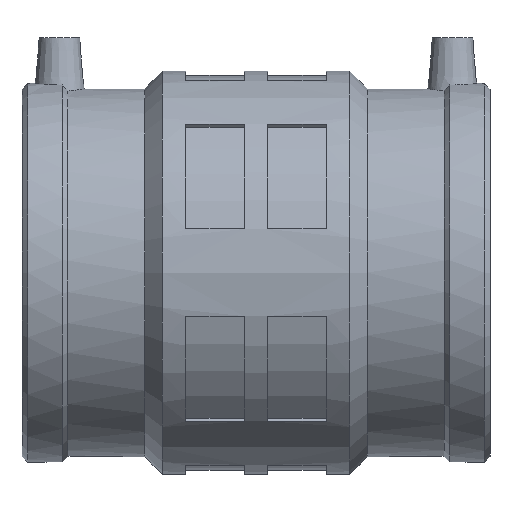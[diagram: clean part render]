
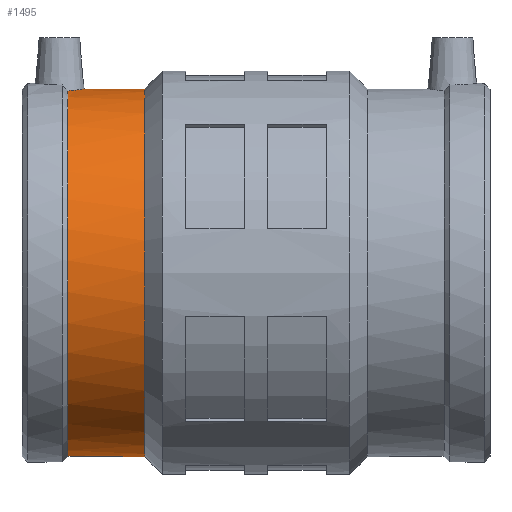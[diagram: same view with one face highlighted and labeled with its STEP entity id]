
A CAD part, top view. The second image highlights one B-rep face of the part: STEP entity #1495.
In plain terms, the highlighted cylindrical face has radius 67.929 mm (diameter 135.858 mm), a full revolution.
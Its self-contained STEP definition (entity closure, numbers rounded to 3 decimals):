
#29=B_SPLINE_CURVE_WITH_KNOTS('',3,(#2628,#2629,#2630,#2631,#2632,#2633,
#2634,#2635,#2636,#2637,#2638,#2639,#2640,#2641,#2642,#2643,#2644,#2645),
 .UNSPECIFIED.,.F.,.F.,(4,2,2,2,2,2,2,2,4),(0.311,0.347,
0.694,1.041,1.387,1.734,2.081,
2.428,2.464),.UNSPECIFIED.);
#62=FACE_BOUND('',#303,.T.);
#107=CYLINDRICAL_SURFACE('',#1659,67.929);
#191=FACE_OUTER_BOUND('',#302,.T.);
#302=EDGE_LOOP('',(#1250));
#303=EDGE_LOOP('',(#1251,#1252));
#413=CIRCLE('',#1660,67.929);
#414=CIRCLE('',#1661,67.929);
#744=VERTEX_POINT('',#2620);
#745=VERTEX_POINT('',#2627);
#752=VERTEX_POINT('',#2692);
#935=EDGE_CURVE('',#745,#744,#29,.T.);
#943=EDGE_CURVE('',#752,#752,#413,.T.);
#944=EDGE_CURVE('',#744,#745,#414,.T.);
#1250=ORIENTED_EDGE('',*,*,#943,.F.);
#1251=ORIENTED_EDGE('',*,*,#935,.T.);
#1252=ORIENTED_EDGE('',*,*,#944,.T.);
#1495=ADVANCED_FACE('',(#191,#62),#107,.T.);
#1659=AXIS2_PLACEMENT_3D('',#2691,#2079,#2080);
#1660=AXIS2_PLACEMENT_3D('',#2693,#2081,#2082);
#1661=AXIS2_PLACEMENT_3D('',#2694,#2083,#2084);
#2079=DIRECTION('center_axis',(1.,0.,0.));
#2080=DIRECTION('ref_axis',(0.,1.,0.));
#2081=DIRECTION('center_axis',(1.,0.,0.));
#2082=DIRECTION('ref_axis',(0.,0.,-1.));
#2083=DIRECTION('center_axis',(1.,0.,0.));
#2084=DIRECTION('ref_axis',(0.,0.,-1.));
#2620=CARTESIAN_POINT('',(-69.5,67.375,8.658));
#2627=CARTESIAN_POINT('',(-69.5,67.375,-8.658));
#2628=CARTESIAN_POINT('Ctrl Pts',(-69.5,67.375,-8.658));
#2629=CARTESIAN_POINT('Ctrl Pts',(-69.379,67.381,-8.614));
#2630=CARTESIAN_POINT('Ctrl Pts',(-69.259,67.387,-8.566));
#2631=CARTESIAN_POINT('Ctrl Pts',(-68.008,67.453,-8.043));
#2632=CARTESIAN_POINT('Ctrl Pts',(-66.977,67.537,-7.33));
#2633=CARTESIAN_POINT('Ctrl Pts',(-65.354,67.695,-5.691));
#2634=CARTESIAN_POINT('Ctrl Pts',(-64.652,67.779,-4.655));
#2635=CARTESIAN_POINT('Ctrl Pts',(-63.72,67.897,-2.388));
#2636=CARTESIAN_POINT('Ctrl Pts',(-63.492,67.929,-1.155));
#2637=CARTESIAN_POINT('Ctrl Pts',(-63.492,67.929,1.155));
#2638=CARTESIAN_POINT('Ctrl Pts',(-63.72,67.897,2.388));
#2639=CARTESIAN_POINT('Ctrl Pts',(-64.652,67.779,4.655));
#2640=CARTESIAN_POINT('Ctrl Pts',(-65.354,67.695,5.691));
#2641=CARTESIAN_POINT('Ctrl Pts',(-66.977,67.537,7.33));
#2642=CARTESIAN_POINT('Ctrl Pts',(-68.008,67.453,8.043));
#2643=CARTESIAN_POINT('Ctrl Pts',(-69.259,67.387,8.566));
#2644=CARTESIAN_POINT('Ctrl Pts',(-69.379,67.381,8.614));
#2645=CARTESIAN_POINT('Ctrl Pts',(-69.5,67.375,8.658));
#2691=CARTESIAN_POINT('Origin',(-55.335,0.,0.));
#2692=CARTESIAN_POINT('',(-41.171,67.929,0.));
#2693=CARTESIAN_POINT('Origin',(-41.171,0.,0.));
#2694=CARTESIAN_POINT('Origin',(-69.5,0.,0.));
